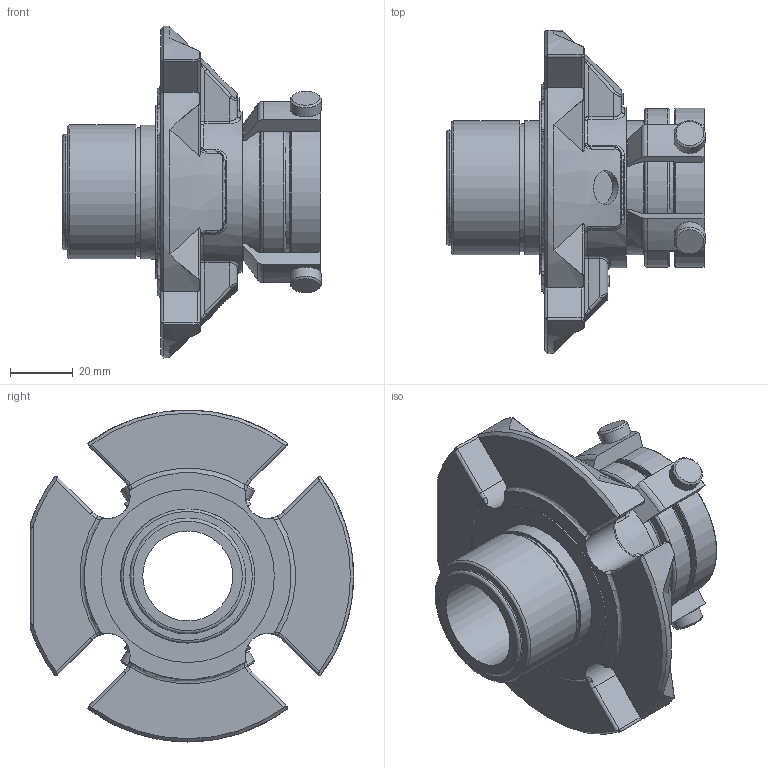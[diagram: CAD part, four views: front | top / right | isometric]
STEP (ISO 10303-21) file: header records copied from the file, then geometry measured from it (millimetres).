
FILE_DESCRIPTION(/* description */ ('Unknown'),/* implementation_level */ '2;1');
FILE_NAME(/* name */ '1.125',/* time_stamp */ '2023-02-13T16:36:58+00:00',/* author */ ('Unknown'),/* organization */ ('Unknown'),/* preprocessor_version */ 'ST-DEVELOPER v16.7',/* originating_system */ 'Solid Edge',/* authorisation */ 'Unknown');
FILE_SCHEMA (('AUTOMOTIVE_DESIGN {1 0 10303 214 3 1 1}'));
Length unit declared in the file: millimetre
Products named in the file (1): 1.125
Bounding box: 82.24 x 102.7 x 105.41 mm (x, y, z)
Volume: 171546.3 mm3; surface area: 43141.9 mm2
Topology: 1 solids, 1 shells, 540 faces, 1360 edges, 858 vertices
Faces by surface type: plane 191, cylinder 147, bspline 84, torus 69, cone 25, sphere 24
Full cylindrical faces by diameter (mm): 2.821 x1, 10 x4, 10.998 x2, 28.575 x1, 36.754 x1, 38.303 x1, 40.742 x1, 42.545 x1, 42.596 x1, 42.647 x1, 50.597 x2, 51 x1, 54.966 x1
Entity records: 18673 total; most frequent: CARTESIAN_POINT 6676, ORIENTED_EDGE 2600, DIRECTION 2273, EDGE_CURVE 1300, AXIS2_PLACEMENT_3D 896, VERTEX_POINT 838, EDGE_LOOP 626, FACE_BOUND 626
